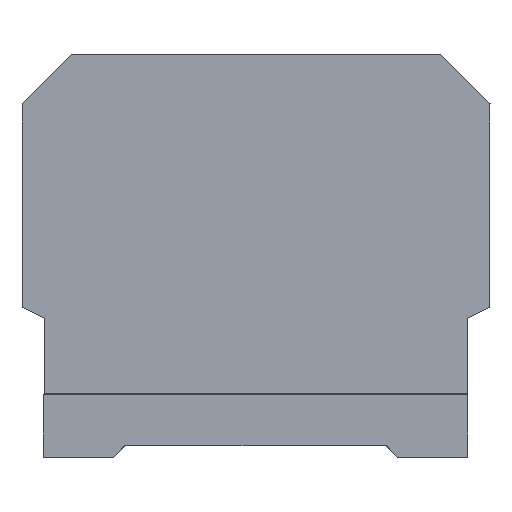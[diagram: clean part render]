
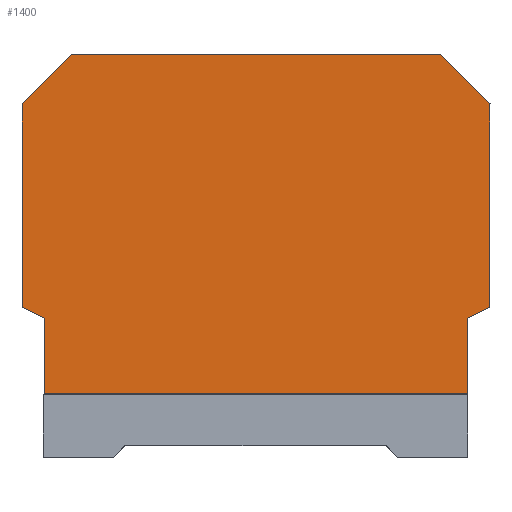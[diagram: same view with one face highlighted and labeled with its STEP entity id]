
A CAD part, front view. The second image highlights one B-rep face of the part: STEP entity #1400.
In plain terms, the highlighted planar face has unit normal (0, -1, 0).
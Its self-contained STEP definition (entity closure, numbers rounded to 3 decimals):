
#20=FACE_OUTER_BOUND('',#93,.T.);
#93=EDGE_LOOP('',(#936,#937,#938,#939,#940,#941,#942,#943,#944,#945));
#170=LINE('',#1930,#375);
#184=LINE('',#1959,#389);
#185=LINE('',#1961,#390);
#186=LINE('',#1963,#391);
#187=LINE('',#1965,#392);
#188=LINE('',#1966,#393);
#189=LINE('',#1968,#394);
#190=LINE('',#1970,#395);
#191=LINE('',#1972,#396);
#192=LINE('',#1973,#397);
#375=VECTOR('',#1573,10.);
#389=VECTOR('',#1589,10.);
#390=VECTOR('',#1590,10.);
#391=VECTOR('',#1591,10.);
#392=VECTOR('',#1592,10.);
#393=VECTOR('',#1593,10.);
#394=VECTOR('',#1594,10.);
#395=VECTOR('',#1595,10.);
#396=VECTOR('',#1596,10.);
#397=VECTOR('',#1597,10.);
#579=VERTEX_POINT('',#1928);
#580=VERTEX_POINT('',#1929);
#593=VERTEX_POINT('',#1957);
#594=VERTEX_POINT('',#1958);
#595=VERTEX_POINT('',#1960);
#596=VERTEX_POINT('',#1962);
#597=VERTEX_POINT('',#1964);
#598=VERTEX_POINT('',#1967);
#599=VERTEX_POINT('',#1969);
#600=VERTEX_POINT('',#1971);
#716=EDGE_CURVE('',#579,#580,#170,.T.);
#730=EDGE_CURVE('',#593,#594,#184,.T.);
#731=EDGE_CURVE('',#595,#593,#185,.T.);
#732=EDGE_CURVE('',#596,#595,#186,.T.);
#733=EDGE_CURVE('',#597,#596,#187,.T.);
#734=EDGE_CURVE('',#580,#597,#188,.T.);
#735=EDGE_CURVE('',#598,#579,#189,.T.);
#736=EDGE_CURVE('',#599,#598,#190,.T.);
#737=EDGE_CURVE('',#600,#599,#191,.T.);
#738=EDGE_CURVE('',#594,#600,#192,.T.);
#936=ORIENTED_EDGE('',*,*,#730,.F.);
#937=ORIENTED_EDGE('',*,*,#731,.F.);
#938=ORIENTED_EDGE('',*,*,#732,.F.);
#939=ORIENTED_EDGE('',*,*,#733,.F.);
#940=ORIENTED_EDGE('',*,*,#734,.F.);
#941=ORIENTED_EDGE('',*,*,#716,.F.);
#942=ORIENTED_EDGE('',*,*,#735,.F.);
#943=ORIENTED_EDGE('',*,*,#736,.F.);
#944=ORIENTED_EDGE('',*,*,#737,.F.);
#945=ORIENTED_EDGE('',*,*,#738,.F.);
#1327=PLANE('',#1488);
#1400=ADVANCED_FACE('',(#20),#1327,.F.);
#1488=AXIS2_PLACEMENT_3D('',#1956,#1587,#1588);
#1573=DIRECTION('',(1.,0.,0.));
#1587=DIRECTION('center_axis',(0.,1.,0.));
#1588=DIRECTION('ref_axis',(1.,0.,0.));
#1589=DIRECTION('',(-1.,0.,0.));
#1590=DIRECTION('',(0.,0.,-1.));
#1591=DIRECTION('',(-0.901,0.,-0.434));
#1592=DIRECTION('',(0.,0.,-1.));
#1593=DIRECTION('',(0.707,0.,-0.707));
#1594=DIRECTION('',(0.707,0.,0.707));
#1595=DIRECTION('',(0.,0.,1.));
#1596=DIRECTION('',(-0.901,0.,0.434));
#1597=DIRECTION('',(0.,0.,1.));
#1928=CARTESIAN_POINT('',(-29.999,23.101,2.4));
#1929=CARTESIAN_POINT('',(30.001,23.101,2.4));
#1930=CARTESIAN_POINT('',(3.917,23.101,2.4));
#1956=CARTESIAN_POINT('Origin',(7.833,23.101,-31.869));
#1957=CARTESIAN_POINT('',(34.362,23.101,-52.7));
#1958=CARTESIAN_POINT('',(-34.36,23.101,-52.7));
#1959=CARTESIAN_POINT('',(23.917,23.101,-52.7));
#1960=CARTESIAN_POINT('',(34.362,23.101,-40.4));
#1961=CARTESIAN_POINT('',(34.362,23.101,-39.211));
#1962=CARTESIAN_POINT('',(38.001,23.101,-38.647));
#1963=CARTESIAN_POINT('',(21.111,23.101,-46.784));
#1964=CARTESIAN_POINT('',(38.001,23.101,-5.6));
#1965=CARTESIAN_POINT('',(38.001,23.101,-16.035));
#1966=CARTESIAN_POINT('',(35.526,23.101,-3.125));
#1967=CARTESIAN_POINT('',(-37.999,23.101,-5.6));
#1968=CARTESIAN_POINT('',(-31.608,23.101,0.791));
#1969=CARTESIAN_POINT('',(-37.999,23.101,-38.647));
#1970=CARTESIAN_POINT('',(-37.999,23.101,-16.035));
#1971=CARTESIAN_POINT('',(-34.36,23.101,-40.4));
#1972=CARTESIAN_POINT('',(-14.753,23.101,-49.846));
#1973=CARTESIAN_POINT('',(-34.36,23.101,-39.211));
